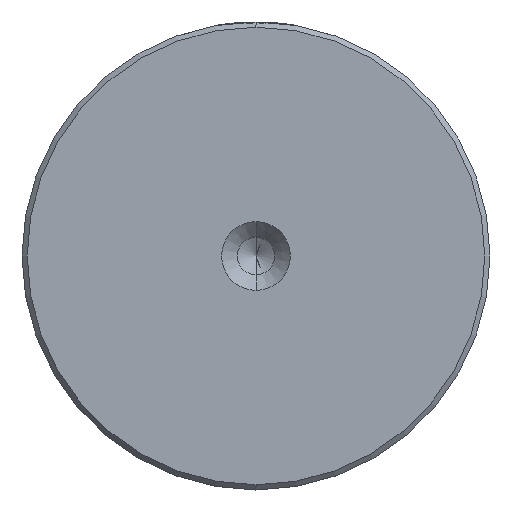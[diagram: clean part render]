
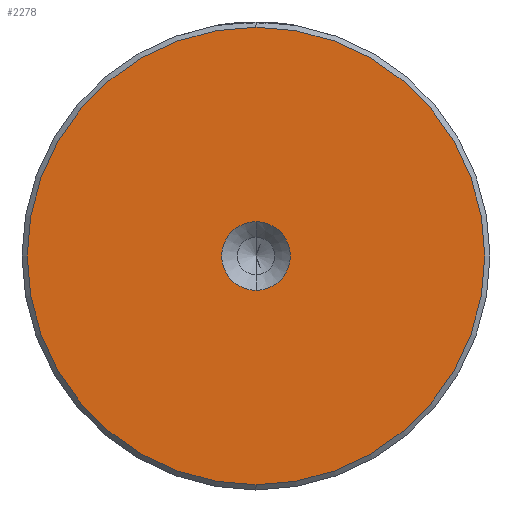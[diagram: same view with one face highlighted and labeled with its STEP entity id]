
A CAD part, left-side view. The second image highlights one B-rep face of the part: STEP entity #2278.
In plain terms, the highlighted planar face has unit normal (-1, 0, 0).
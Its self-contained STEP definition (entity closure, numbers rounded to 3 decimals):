
#33 = DIRECTION ( 'NONE',  ( 0., 0., 1. ) ) ;
#132 = DIRECTION ( 'NONE',  ( 0., 0., 1. ) ) ;
#134 = DIRECTION ( 'NONE',  ( -1., 0., 0. ) ) ;
#144 = CARTESIAN_POINT ( 'NONE',  ( 0., 0., 0. ) ) ;
#192 = VERTEX_POINT ( 'NONE', #1743 ) ;
#328 = DIRECTION ( 'NONE',  ( -1., 0., 0. ) ) ;
#380 = EDGE_CURVE ( 'NONE', #2323, #1400, #1268, .T. ) ;
#532 = DIRECTION ( 'NONE',  ( -1., 0., 0. ) ) ;
#600 = CIRCLE ( 'NONE', #1151, 3.3 ) ;
#638 = VERTEX_POINT ( 'NONE', #2219 ) ;
#729 = CARTESIAN_POINT ( 'NONE',  ( 0., 0., 0. ) ) ;
#742 = CARTESIAN_POINT ( 'NONE',  ( 0., 0., 0. ) ) ;
#919 = DIRECTION ( 'NONE',  ( 0., 0., 1. ) ) ;
#935 = DIRECTION ( 'NONE',  ( 0., 0., 1. ) ) ;
#1073 = ORIENTED_EDGE ( 'NONE', *, *, #380, .F. ) ;
#1080 = EDGE_CURVE ( 'NONE', #1400, #2323, #600, .T. ) ;
#1144 = EDGE_CURVE ( 'NONE', #192, #638, #1421, .T. ) ;
#1151 = AXIS2_PLACEMENT_3D ( 'NONE', #1680, #532, #1866 ) ;
#1186 = AXIS2_PLACEMENT_3D ( 'NONE', #2237, #328, #132 ) ;
#1268 = CIRCLE ( 'NONE', #2438, 3.3 ) ;
#1400 = VERTEX_POINT ( 'NONE', #1654 ) ;
#1401 = CIRCLE ( 'NONE', #2104, 22. ) ;
#1421 = CIRCLE ( 'NONE', #1780, 22. ) ;
#1531 = FACE_OUTER_BOUND ( 'NONE', #2144, .T. ) ;
#1575 = ORIENTED_EDGE ( 'NONE', *, *, #1080, .F. ) ;
#1654 = CARTESIAN_POINT ( 'NONE',  ( 0., 0., -3.3 ) ) ;
#1680 = CARTESIAN_POINT ( 'NONE',  ( 0., 0., 0. ) ) ;
#1682 = CARTESIAN_POINT ( 'NONE',  ( 0., 0., 3.3 ) ) ;
#1743 = CARTESIAN_POINT ( 'NONE',  ( 0., 0., 22. ) ) ;
#1780 = AXIS2_PLACEMENT_3D ( 'NONE', #742, #2074, #935 ) ;
#1866 = DIRECTION ( 'NONE',  ( 0., 0., 1. ) ) ;
#1953 = EDGE_CURVE ( 'NONE', #638, #192, #1401, .T. ) ;
#1986 = ORIENTED_EDGE ( 'NONE', *, *, #1144, .T. ) ;
#2060 = DIRECTION ( 'NONE',  ( -1., 0., 0. ) ) ;
#2062 = EDGE_LOOP ( 'NONE', ( #1073, #1575 ) ) ;
#2074 = DIRECTION ( 'NONE',  ( -1., 0., 0. ) ) ;
#2101 = FACE_BOUND ( 'NONE', #2062, .T. ) ;
#2104 = AXIS2_PLACEMENT_3D ( 'NONE', #729, #2060, #919 ) ;
#2144 = EDGE_LOOP ( 'NONE', ( #2163, #1986 ) ) ;
#2163 = ORIENTED_EDGE ( 'NONE', *, *, #1953, .T. ) ;
#2219 = CARTESIAN_POINT ( 'NONE',  ( 0., 0., -22. ) ) ;
#2237 = CARTESIAN_POINT ( 'NONE',  ( 0., 0., 0. ) ) ;
#2278 = ADVANCED_FACE ( 'NONE', ( #1531, #2101 ), #2425, .T. ) ;
#2323 = VERTEX_POINT ( 'NONE', #1682 ) ;
#2425 = PLANE ( 'NONE',  #1186 ) ;
#2438 = AXIS2_PLACEMENT_3D ( 'NONE', #144, #134, #33 ) ;
